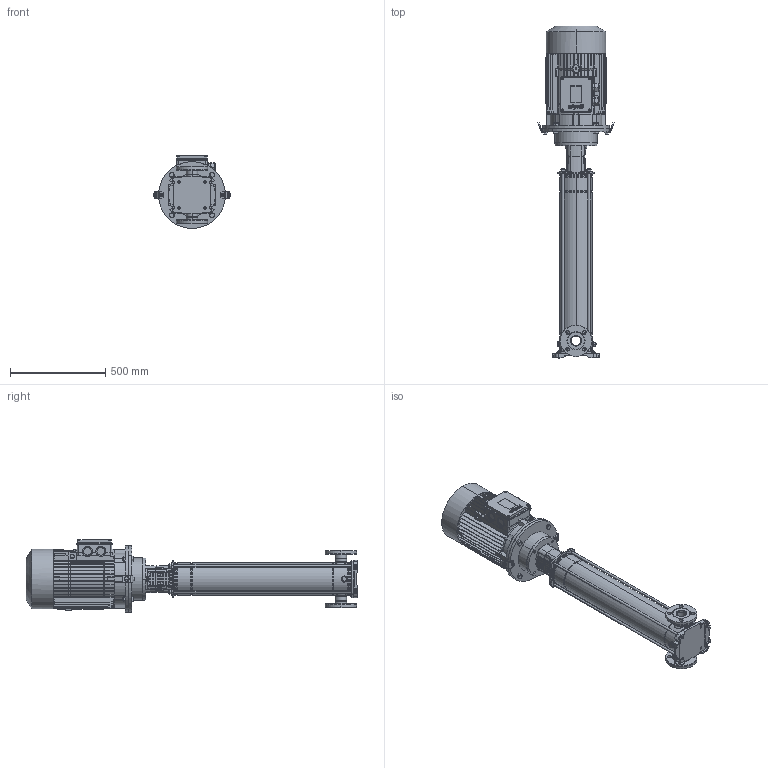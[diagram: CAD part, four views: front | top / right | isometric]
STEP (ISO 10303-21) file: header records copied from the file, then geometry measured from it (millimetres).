
FILE_DESCRIPTION (( 'STEP AP203' ), '1' );
FILE_NAME ('10007703swa00.step', '2023-05-11T11:30:51', ( '' ), ( '' ), 'SwSTEP 2.0', 'SolidWorks 2020', '' );
FILE_SCHEMA (( 'CONFIG_CONTROL_DESIGN' ));
Length unit declared in the file: millimetre
Products named in the file (24): 10007670swn00_M40x1.5; 3.92.244swp01_Semplificato; 4.92.224swp02; 3.92.248swp01_3_92_248_Sempl.; 4.92.226swp02; 4.92.212swp01; 4.92.223swp03_M14 X 985; 4.92.211swp01; 10000023swn00_M16x50 6.8 ZINCATA; 10007564swa00; 4.92.027swp03_4_92_027_AISI304; 10007573swp00_160 VER; 10000006swn00_M14 A2-70; 10007576swa00_M160; 10007703swa00; 10000033swn00_M10x14 A2; 3.92.277swp01_MXV 50-1516-50-2016 Sempl.; 10007568swp00_M160 B5-De350; 3.92.268swp0.3_3_92_268 Tenuta Fissa; 3.92.270swa01_MXV-B 50-15; 10000007swn00_M16 õ; 10007431swp00_Falngia mot. 160; 4.92.222swp04_DN50 semplificato; 4.92.204swp03_VERSIONE MACCHINA UTENSILE
Assembly tree (42 placements, depth 4):
  10007703swa00
    10007576swa00_M160
      10007568swp00_M160 B5-De350
      10007573swp00_160 VER
      10007670swn00_M40x1.5  x2
    10007564swa00
      3.92.244swp01_Semplificato
      3.92.277swp01_MXV 50-1516-50-2016 Sempl.
      3.92.248swp01_3_92_248_Sempl.
      4.92.223swp03_M14 X 985  x4
      10007431swp00_Falngia mot. 160
      4.92.027swp03_4_92_027_AISI304
      10000006swn00_M14 A2-70  x4
      3.92.270swa01_MXV-B 50-15
        3.92.268swp0.3_3_92_268 Tenuta Fissa
        4.92.224swp02  x2
      4.92.204swp03_VERSIONE MACCHINA UTENSILE  x2
      4.92.222swp04_DN50 semplificato  x2
      4.92.212swp01
      4.92.226swp02  x2
      4.92.211swp01  x2
      10000033swn00_M10x14 A2  x2
    10000023swn00_M16x50 6.8 ZINCATA  x4
    10000007swn00_M16 õ  x4
Bounding box: 399.62 x 1742.1 x 381.7 mm (x, y, z)
Volume: 64485932.5 mm3; surface area: 3483340.9 mm2
Topology: 45 solids, 53 shells, 3704 faces, 9444 edges, 6006 vertices
Faces by surface type: plane 1682, cylinder 859, cone 720, bspline 292, torus 151
Entity records: 104846 total; most frequent: CARTESIAN_POINT 29703, ORIENTED_EDGE 15348, DIRECTION 14455, EDGE_CURVE 7674, AXIS2_PLACEMENT_3D 5045, VERTEX_POINT 4944, LINE 4365, VECTOR 4365
